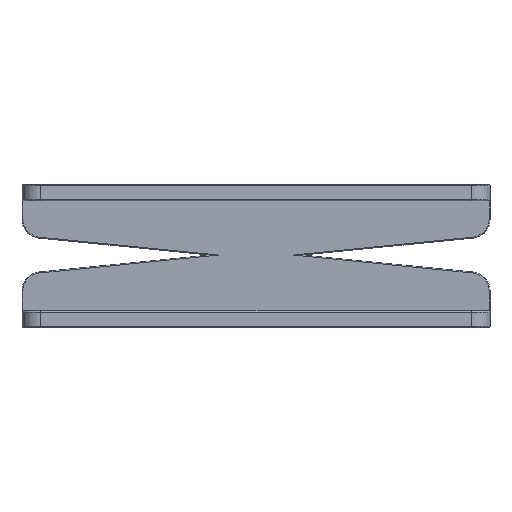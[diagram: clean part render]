
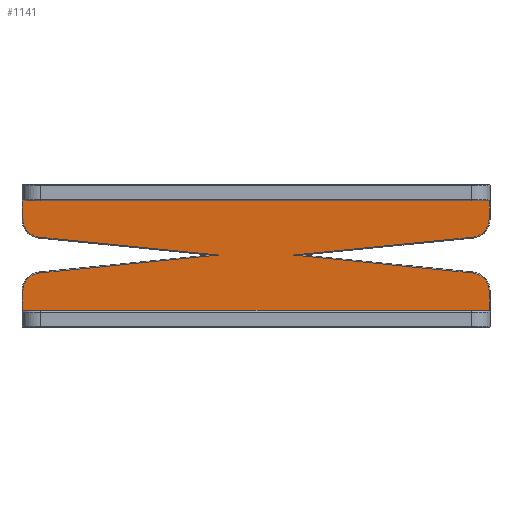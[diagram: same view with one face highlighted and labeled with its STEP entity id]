
A CAD part, left-side view. The second image highlights one B-rep face of the part: STEP entity #1141.
In plain terms, the highlighted planar face has unit normal (-1, 0, 0).
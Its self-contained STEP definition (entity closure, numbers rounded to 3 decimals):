
#24=PLANE('',#1289);
#87=FACE_OUTER_BOUND('',#164,.T.);
#164=EDGE_LOOP('',(#868,#869,#870,#871,#872,#873,#874,#875,#876,#877,#878,
#879,#880,#881));
#216=CIRCLE('',#1214,1.9);
#229=CIRCLE('',#1234,1.9);
#240=CIRCLE('',#1253,1.9);
#244=CIRCLE('',#1261,1.9);
#300=LINE('',#1806,#381);
#301=LINE('',#1815,#382);
#304=LINE('',#1839,#385);
#306=LINE('',#1845,#387);
#308=LINE('',#1854,#389);
#315=LINE('',#1886,#396);
#317=LINE('',#1896,#398);
#320=LINE('',#1905,#401);
#321=LINE('',#1914,#402);
#344=LINE('',#1982,#425);
#381=VECTOR('',#1389,10.);
#382=VECTOR('',#1400,10.);
#385=VECTOR('',#1427,10.);
#387=VECTOR('',#1433,10.);
#389=VECTOR('',#1445,10.);
#396=VECTOR('',#1482,10.);
#398=VECTOR('',#1494,10.);
#401=VECTOR('',#1503,10.);
#402=VECTOR('',#1514,10.);
#425=VECTOR('',#1589,10.);
#459=VERTEX_POINT('',#1793);
#464=VERTEX_POINT('',#1804);
#466=VERTEX_POINT('',#1809);
#467=VERTEX_POINT('',#1814);
#470=VERTEX_POINT('',#1821);
#475=VERTEX_POINT('',#1832);
#477=VERTEX_POINT('',#1841);
#479=VERTEX_POINT('',#1847);
#490=VERTEX_POINT('',#1884);
#492=VERTEX_POINT('',#1890);
#493=VERTEX_POINT('',#1895);
#496=VERTEX_POINT('',#1903);
#498=VERTEX_POINT('',#1908);
#499=VERTEX_POINT('',#1913);
#561=EDGE_CURVE('',#464,#459,#300,.T.);
#563=EDGE_CURVE('',#466,#464,#216,.T.);
#565=EDGE_CURVE('',#467,#466,#301,.T.);
#577=EDGE_CURVE('',#470,#475,#304,.T.);
#580=EDGE_CURVE('',#475,#477,#306,.T.);
#583=EDGE_CURVE('',#477,#479,#229,.T.);
#585=EDGE_CURVE('',#479,#467,#308,.T.);
#601=EDGE_CURVE('',#490,#470,#315,.T.);
#604=EDGE_CURVE('',#492,#490,#240,.T.);
#606=EDGE_CURVE('',#493,#492,#317,.T.);
#611=EDGE_CURVE('',#496,#493,#320,.T.);
#613=EDGE_CURVE('',#498,#496,#244,.T.);
#615=EDGE_CURVE('',#499,#498,#321,.T.);
#650=EDGE_CURVE('',#499,#459,#344,.T.);
#868=ORIENTED_EDGE('',*,*,#561,.F.);
#869=ORIENTED_EDGE('',*,*,#563,.F.);
#870=ORIENTED_EDGE('',*,*,#565,.F.);
#871=ORIENTED_EDGE('',*,*,#585,.F.);
#872=ORIENTED_EDGE('',*,*,#583,.F.);
#873=ORIENTED_EDGE('',*,*,#580,.F.);
#874=ORIENTED_EDGE('',*,*,#577,.F.);
#875=ORIENTED_EDGE('',*,*,#601,.F.);
#876=ORIENTED_EDGE('',*,*,#604,.F.);
#877=ORIENTED_EDGE('',*,*,#606,.F.);
#878=ORIENTED_EDGE('',*,*,#611,.F.);
#879=ORIENTED_EDGE('',*,*,#613,.F.);
#880=ORIENTED_EDGE('',*,*,#615,.F.);
#881=ORIENTED_EDGE('',*,*,#650,.T.);
#1141=ADVANCED_FACE('',(#87),#24,.T.);
#1214=AXIS2_PLACEMENT_3D('',#1811,#1394,#1395);
#1234=AXIS2_PLACEMENT_3D('',#1851,#1440,#1441);
#1253=AXIS2_PLACEMENT_3D('',#1892,#1488,#1489);
#1261=AXIS2_PLACEMENT_3D('',#1910,#1508,#1509);
#1289=AXIS2_PLACEMENT_3D('',#1981,#1587,#1588);
#1389=DIRECTION('',(0.,0.,1.));
#1394=DIRECTION('center_axis',(1.,0.,0.));
#1395=DIRECTION('ref_axis',(0.,0.741,-0.671));
#1400=DIRECTION('',(0.,0.995,0.1));
#1427=DIRECTION('',(0.,1.,0.));
#1433=DIRECTION('',(0.,0.,1.));
#1440=DIRECTION('center_axis',(1.,0.,0.));
#1441=DIRECTION('ref_axis',(0.,0.741,0.671));
#1445=DIRECTION('',(0.,-0.995,0.1));
#1482=DIRECTION('',(0.,0.,-1.));
#1488=DIRECTION('center_axis',(1.,0.,0.));
#1489=DIRECTION('ref_axis',(0.,-0.741,0.671));
#1494=DIRECTION('',(0.,-0.995,-0.1));
#1503=DIRECTION('',(0.,0.995,-0.1));
#1508=DIRECTION('center_axis',(1.,0.,0.));
#1509=DIRECTION('ref_axis',(0.,-0.741,-0.671));
#1514=DIRECTION('',(0.,0.,-1.));
#1587=DIRECTION('center_axis',(-1.,0.,0.));
#1588=DIRECTION('ref_axis',(0.,0.,1.));
#1589=DIRECTION('',(0.,1.,0.));
#1793=CARTESIAN_POINT('',(-1.2,49.9,-1.7));
#1804=CARTESIAN_POINT('',(-1.2,49.9,-3.69));
#1806=CARTESIAN_POINT('',(-1.2,49.9,-10.55));
#1809=CARTESIAN_POINT('',(-1.2,48.189,-5.581));
#1811=CARTESIAN_POINT('Origin',(-1.2,48.,-3.69));
#1814=CARTESIAN_POINT('',(-1.2,28.995,-7.5));
#1815=CARTESIAN_POINT('',(-1.2,14.842,-8.915));
#1821=CARTESIAN_POINT('',(-1.2,0.1,-13.4));
#1832=CARTESIAN_POINT('',(-1.2,49.9,-13.4));
#1839=CARTESIAN_POINT('',(-1.2,0.,-13.4));
#1841=CARTESIAN_POINT('',(-1.2,49.9,-11.31));
#1845=CARTESIAN_POINT('',(-1.2,49.9,-10.55));
#1847=CARTESIAN_POINT('',(-1.2,48.189,-9.419));
#1851=CARTESIAN_POINT('Origin',(-1.2,48.,-11.31));
#1854=CARTESIAN_POINT('',(-1.2,25.436,-7.144));
#1884=CARTESIAN_POINT('',(-1.2,0.1,-11.31));
#1886=CARTESIAN_POINT('',(-1.2,0.1,-10.55));
#1890=CARTESIAN_POINT('',(-1.2,1.811,-9.419));
#1892=CARTESIAN_POINT('Origin',(-1.2,2.,-11.31));
#1895=CARTESIAN_POINT('',(-1.2,21.005,-7.5));
#1896=CARTESIAN_POINT('',(-1.2,9.812,-8.619));
#1903=CARTESIAN_POINT('',(-1.2,1.811,-5.581));
#1905=CARTESIAN_POINT('',(-1.2,0.406,-5.44));
#1908=CARTESIAN_POINT('',(-1.2,0.1,-3.69));
#1910=CARTESIAN_POINT('Origin',(-1.2,2.,-3.69));
#1913=CARTESIAN_POINT('',(-1.2,0.1,-1.7));
#1914=CARTESIAN_POINT('',(-1.2,0.1,-10.55));
#1981=CARTESIAN_POINT('Origin',(-1.2,0.,-13.5));
#1982=CARTESIAN_POINT('',(-1.2,0.,-1.7));
